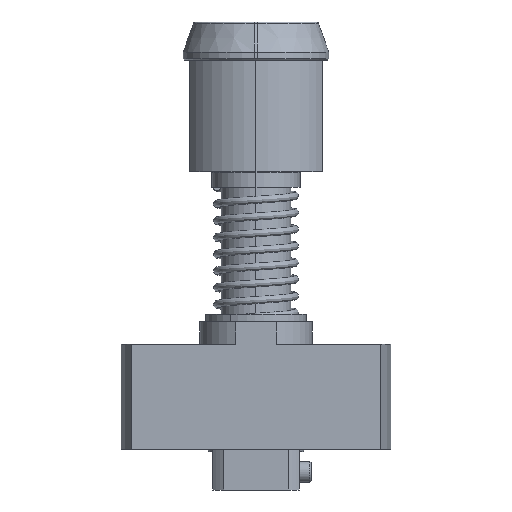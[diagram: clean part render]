
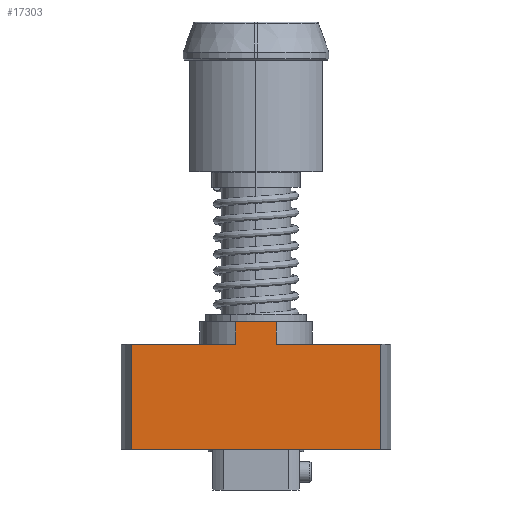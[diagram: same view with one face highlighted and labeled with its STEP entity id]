
A CAD part, left-side view. The second image highlights one B-rep face of the part: STEP entity #17303.
In plain terms, the highlighted planar face has unit normal (-1, 0, 0).
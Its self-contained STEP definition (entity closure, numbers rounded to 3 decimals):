
#1195 = VECTOR ( 'NONE', #30037, 1000. ) ;
#2462 = AXIS2_PLACEMENT_3D ( 'NONE', #26362, #23970, #12471 ) ;
#3034 = ORIENTED_EDGE ( 'NONE', *, *, #22265, .T. ) ;
#3219 = EDGE_CURVE ( 'NONE', #22555, #34919, #10034, .T. ) ;
#3578 = CARTESIAN_POINT ( 'NONE',  ( -3.5, 1.346, 0. ) ) ;
#3841 = DIRECTION ( 'NONE',  ( 0., 0., 1. ) ) ;
#3954 = EDGE_CURVE ( 'NONE', #14777, #10068, #7528, .T. ) ;
#3958 = DIRECTION ( 'NONE',  ( 0., 1., 0. ) ) ;
#4385 = LINE ( 'NONE', #35536, #1195 ) ;
#4396 = PLANE ( 'NONE',  #2462 ) ;
#4400 = ORIENTED_EDGE ( 'NONE', *, *, #13187, .F. ) ;
#4676 = CARTESIAN_POINT ( 'NONE',  ( -3.5, 8.292, 0. ) ) ;
#4785 = CARTESIAN_POINT ( 'NONE',  ( -3.5, 8.292, -7. ) ) ;
#5026 = ORIENTED_EDGE ( 'NONE', *, *, #6169, .T. ) ;
#5556 = CARTESIAN_POINT ( 'NONE',  ( -3.5, -1.346, 1.5 ) ) ;
#6169 = EDGE_CURVE ( 'NONE', #11971, #27902, #28770, .T. ) ;
#6575 = VECTOR ( 'NONE', #26137, 1000. ) ;
#7528 = LINE ( 'NONE', #4785, #34301 ) ;
#8111 = VERTEX_POINT ( 'NONE', #12669 ) ;
#8966 = CARTESIAN_POINT ( 'NONE',  ( -3.5, -1.346, 0. ) ) ;
#9630 = ORIENTED_EDGE ( 'NONE', *, *, #23558, .T. ) ;
#10034 = LINE ( 'NONE', #26524, #11514 ) ;
#10068 = VERTEX_POINT ( 'NONE', #4676 ) ;
#10586 = DIRECTION ( 'NONE',  ( 0., 0., -1. ) ) ;
#10645 = DIRECTION ( 'NONE',  ( 0., 0., 1. ) ) ;
#11514 = VECTOR ( 'NONE', #10586, 1000. ) ;
#11971 = VERTEX_POINT ( 'NONE', #13078 ) ;
#12471 = DIRECTION ( 'NONE',  ( 0., 0., -1. ) ) ;
#12556 = ORIENTED_EDGE ( 'NONE', *, *, #26041, .F. ) ;
#12669 = CARTESIAN_POINT ( 'NONE',  ( -3.5, -1.346, 1.5 ) ) ;
#13078 = CARTESIAN_POINT ( 'NONE',  ( -3.5, -8.292, -7. ) ) ;
#13187 = EDGE_CURVE ( 'NONE', #22555, #8111, #4385, .T. ) ;
#14777 = VERTEX_POINT ( 'NONE', #16185 ) ;
#14835 = CARTESIAN_POINT ( 'NONE',  ( -3.5, -8.292, -7. ) ) ;
#15616 = VECTOR ( 'NONE', #3958, 1000. ) ;
#15825 = VECTOR ( 'NONE', #3841, 1000. ) ;
#16032 = ORIENTED_EDGE ( 'NONE', *, *, #27241, .F. ) ;
#16185 = CARTESIAN_POINT ( 'NONE',  ( -3.5, 8.292, -7. ) ) ;
#16391 = ORIENTED_EDGE ( 'NONE', *, *, #3954, .F. ) ;
#17303 = ADVANCED_FACE ( 'NONE', ( #29497 ), #4396, .F. ) ;
#17497 = CARTESIAN_POINT ( 'NONE',  ( -3.5, 1.346, 1.5 ) ) ;
#17722 = CARTESIAN_POINT ( 'NONE',  ( -3.5, -8.292, 0. ) ) ;
#18049 = CARTESIAN_POINT ( 'NONE',  ( -3.5, -8.292, 0. ) ) ;
#18225 = LINE ( 'NONE', #18049, #20594 ) ;
#18946 = LINE ( 'NONE', #5556, #23150 ) ;
#20594 = VECTOR ( 'NONE', #21320, 1000. ) ;
#21320 = DIRECTION ( 'NONE',  ( 0., 1., 0. ) ) ;
#22265 = EDGE_CURVE ( 'NONE', #34919, #10068, #25782, .T. ) ;
#22555 = VERTEX_POINT ( 'NONE', #17497 ) ;
#22626 = EDGE_LOOP ( 'NONE', ( #9630, #12556, #4400, #29248, #3034, #16391, #16032, #5026 ) ) ;
#23150 = VECTOR ( 'NONE', #36172, 1000. ) ;
#23558 = EDGE_CURVE ( 'NONE', #27902, #30349, #18225, .T. ) ;
#23970 = DIRECTION ( 'NONE',  ( 1., 0., 0. ) ) ;
#25782 = LINE ( 'NONE', #17722, #6575 ) ;
#25938 = CARTESIAN_POINT ( 'NONE',  ( -3.5, -8.292, -7. ) ) ;
#26041 = EDGE_CURVE ( 'NONE', #8111, #30349, #18946, .T. ) ;
#26137 = DIRECTION ( 'NONE',  ( 0., 1., 0. ) ) ;
#26362 = CARTESIAN_POINT ( 'NONE',  ( -3.5, -8.292, -7. ) ) ;
#26524 = CARTESIAN_POINT ( 'NONE',  ( -3.5, 1.346, 1.5 ) ) ;
#27241 = EDGE_CURVE ( 'NONE', #11971, #14777, #32174, .T. ) ;
#27902 = VERTEX_POINT ( 'NONE', #28798 ) ;
#28770 = LINE ( 'NONE', #14835, #15825 ) ;
#28798 = CARTESIAN_POINT ( 'NONE',  ( -3.5, -8.292, 0. ) ) ;
#29248 = ORIENTED_EDGE ( 'NONE', *, *, #3219, .T. ) ;
#29497 = FACE_OUTER_BOUND ( 'NONE', #22626, .T. ) ;
#30037 = DIRECTION ( 'NONE',  ( 0., -1., 0. ) ) ;
#30349 = VERTEX_POINT ( 'NONE', #8966 ) ;
#32174 = LINE ( 'NONE', #25938, #15616 ) ;
#34301 = VECTOR ( 'NONE', #10645, 1000. ) ;
#34919 = VERTEX_POINT ( 'NONE', #3578 ) ;
#35536 = CARTESIAN_POINT ( 'NONE',  ( -3.5, -1.346, 1.5 ) ) ;
#36172 = DIRECTION ( 'NONE',  ( 0., 0., -1. ) ) ;
